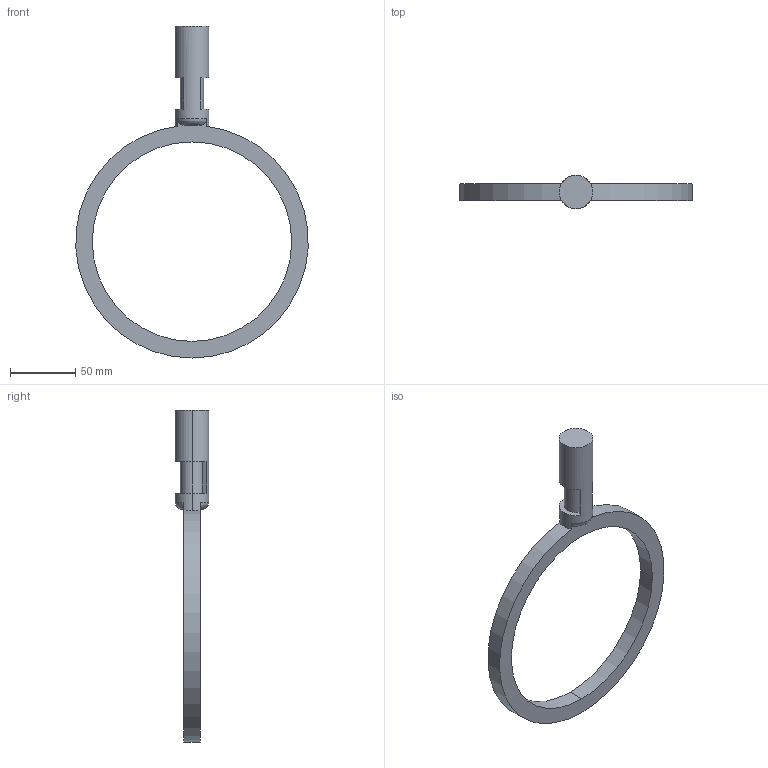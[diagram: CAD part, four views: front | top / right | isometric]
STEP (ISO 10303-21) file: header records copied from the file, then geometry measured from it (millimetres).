
FILE_DESCRIPTION (( 'STEP AP203' ), '1' );
FILE_NAME ('catchers_6in_net.STEP', '2025-12-13T02:18:29', ( '' ), ( '' ), 'SwSTEP 2.0', 'SolidWorks 2025', '' );
FILE_SCHEMA (( 'CONFIG_CONTROL_DESIGN' ));
Length unit declared in the file: inch
Products named in the file (1): catchers_6in_net
Bounding box: 177.45 x 25.63 x 253.67 mm (x, y, z)
Volume: 117302.8 mm3; surface area: 32937.3 mm2
Topology: 1 solids, 1 shells, 22 faces, 60 edges, 40 vertices
Faces by surface type: cylinder 13, plane 7, bspline 2
Entity records: 1165 total; most frequent: CARTESIAN_POINT 530, ORIENTED_EDGE 120, DIRECTION 114, EDGE_CURVE 60, AXIS2_PLACEMENT_3D 46, VERTEX_POINT 40, CIRCLE 25, EDGE_LOOP 24
